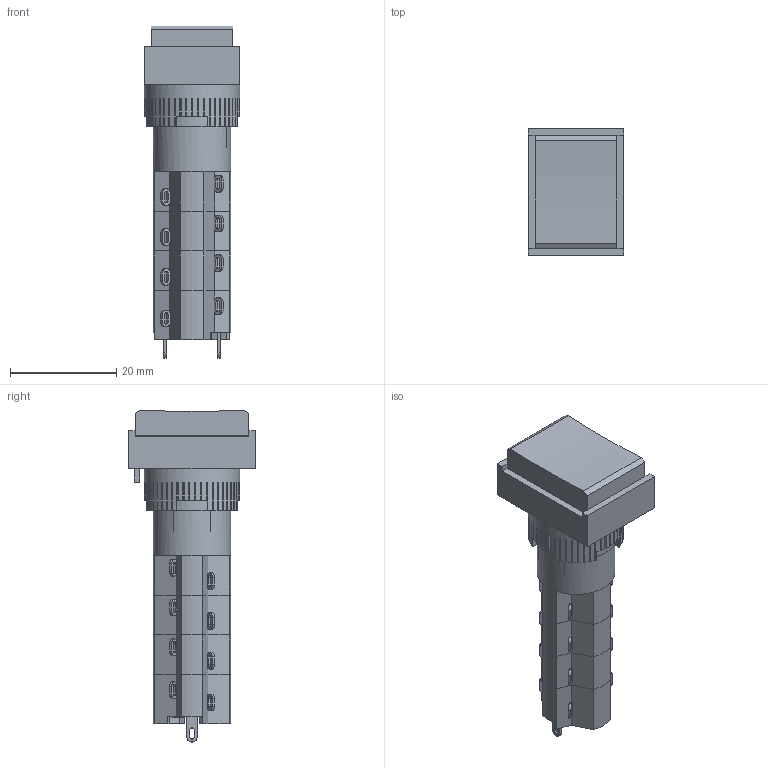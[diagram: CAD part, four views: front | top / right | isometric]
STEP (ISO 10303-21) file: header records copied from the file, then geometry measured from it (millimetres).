
FILE_DESCRIPTION(/* description */ (''),/* implementation_level */ '2;1');
FILE_NAME(/* name */ 'D16xxT14xxxx.stp',/* time_stamp */ '2025-05-19T09:16:20-05:00',/* author */ ('mroman'),/* organization */ (''),/* preprocessor_version */ 'ST-DEVELOPER v18.1',/* originating_system */ 'Autodesk Inventor 2022',/* authorisation */ '');
FILE_SCHEMA (('AUTOMOTIVE_DESIGN { 1 0 10303 214 3 1 1 }'));
Length unit declared in the file: centimetre
Products named in the file (1): D16xxT14xxxx
Bounding box: 18 x 24 x 62.63 mm (x, y, z)
Volume: 8722.6 mm3; surface area: 8782.3 mm2
Topology: 2 solids, 2 shells, 818 faces, 2342 edges, 1539 vertices
Faces by surface type: plane 584, cylinder 179, bspline 54, cone 1
Full cylindrical faces by diameter (mm): 3.2 x2, 3.5 x1, 8.4 x1, 14.7 x1, 18 x1
Entity records: 27778 total; most frequent: CARTESIAN_POINT 6149, ORIENTED_EDGE 4684, DIRECTION 4296, EDGE_CURVE 2342, LINE 1696, VECTOR 1696, VERTEX_POINT 1539, AXIS2_PLACEMENT_3D 1300
